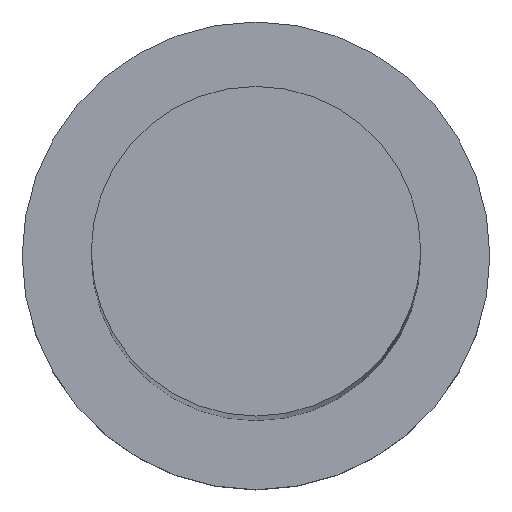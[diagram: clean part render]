
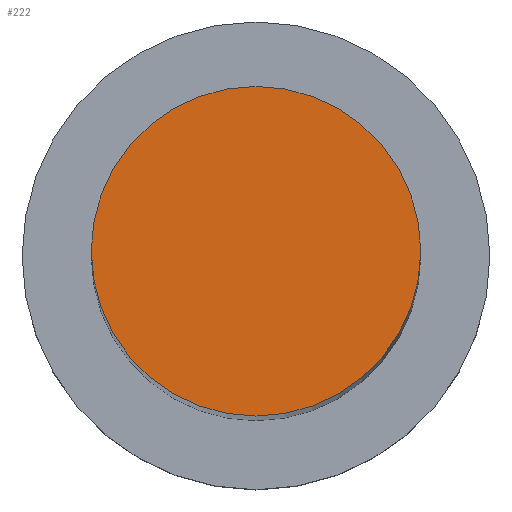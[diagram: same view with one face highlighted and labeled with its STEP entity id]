
A CAD part, top view. The second image highlights one B-rep face of the part: STEP entity #222.
In plain terms, the highlighted planar face has unit normal (0, 0, 1).
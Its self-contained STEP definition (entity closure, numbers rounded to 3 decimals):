
#1 = CARTESIAN_POINT ( 'NONE',  ( 7.75, 0., 132. ) ) ;
#3 = CARTESIAN_POINT ( 'NONE',  ( 0., 0., 132. ) ) ;
#6 = DIRECTION ( 'NONE',  ( 1., 0., 0. ) ) ;
#22 = DIRECTION ( 'NONE',  ( 0., 0., 1. ) ) ;
#25 = AXIS2_PLACEMENT_3D ( 'NONE', #3, #121, #164 ) ;
#27 = VERTEX_POINT ( 'NONE', #120 ) ;
#35 = CIRCLE ( 'NONE', #61, 7.75 ) ;
#42 = FACE_OUTER_BOUND ( 'NONE', #241, .T. ) ;
#44 = PLANE ( 'NONE',  #25 ) ;
#54 = AXIS2_PLACEMENT_3D ( 'NONE', #178, #117, #198 ) ;
#61 = AXIS2_PLACEMENT_3D ( 'NONE', #166, #22, #6 ) ;
#68 = EDGE_CURVE ( 'NONE', #239, #27, #35, .T. ) ;
#106 = ORIENTED_EDGE ( 'NONE', *, *, #235, .T. ) ;
#117 = DIRECTION ( 'NONE',  ( 0., 0., 1. ) ) ;
#120 = CARTESIAN_POINT ( 'NONE',  ( -7.75, 0., 132. ) ) ;
#121 = DIRECTION ( 'NONE',  ( 0., 0., 1. ) ) ;
#123 = ORIENTED_EDGE ( 'NONE', *, *, #68, .T. ) ;
#164 = DIRECTION ( 'NONE',  ( 1., 0., 0. ) ) ;
#166 = CARTESIAN_POINT ( 'NONE',  ( 0., 0., 132. ) ) ;
#171 = CIRCLE ( 'NONE', #54, 7.75 ) ;
#178 = CARTESIAN_POINT ( 'NONE',  ( 0., 0., 132. ) ) ;
#198 = DIRECTION ( 'NONE',  ( 1., 0., 0. ) ) ;
#222 = ADVANCED_FACE ( 'NONE', ( #42 ), #44, .T. ) ;
#235 = EDGE_CURVE ( 'NONE', #27, #239, #171, .T. ) ;
#239 = VERTEX_POINT ( 'NONE', #1 ) ;
#241 = EDGE_LOOP ( 'NONE', ( #106, #123 ) ) ;
